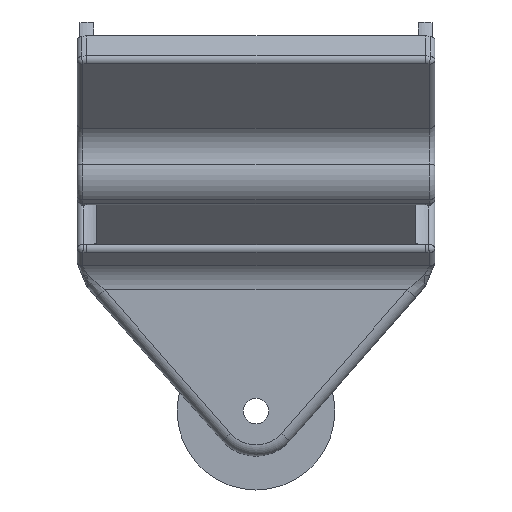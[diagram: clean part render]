
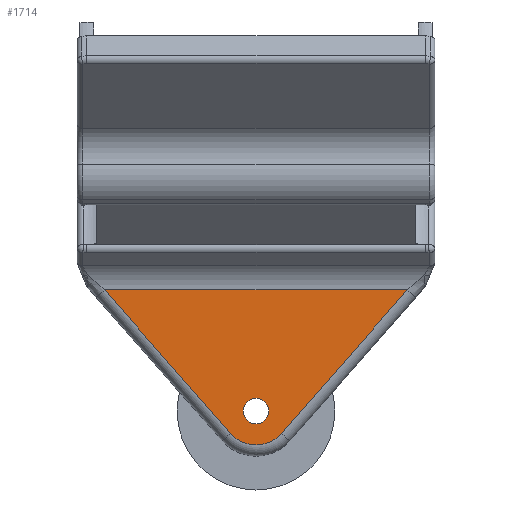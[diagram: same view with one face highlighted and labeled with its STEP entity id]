
A CAD part, left-side view. The second image highlights one B-rep face of the part: STEP entity #1714.
In plain terms, the highlighted planar face has unit normal (-1, 0, 0).
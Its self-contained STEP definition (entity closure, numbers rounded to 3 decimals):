
#24=FACE_BOUND('',#314,.T.);
#54=PLANE('',#1937);
#201=FACE_OUTER_BOUND('',#313,.T.);
#313=EDGE_LOOP('',(#1454,#1455,#1456,#1457));
#314=EDGE_LOOP('',(#1458));
#368=LINE('',#2925,#477);
#408=LINE('',#3141,#517);
#410=LINE('',#3150,#519);
#477=VECTOR('',#2096,10.);
#517=VECTOR('',#2344,10.);
#519=VECTOR('',#2356,10.);
#653=CIRCLE('',#1903,3.);
#669=CIRCLE('',#1938,1.125);
#709=VERTEX_POINT('',#2780);
#720=VERTEX_POINT('',#2916);
#785=VERTEX_POINT('',#3137);
#787=VERTEX_POINT('',#3143);
#817=VERTEX_POINT('',#3250);
#892=EDGE_CURVE('',#709,#720,#368,.T.);
#997=EDGE_CURVE('',#720,#785,#408,.T.);
#1000=EDGE_CURVE('',#785,#787,#653,.T.);
#1002=EDGE_CURVE('',#787,#709,#410,.T.);
#1050=EDGE_CURVE('',#817,#817,#669,.T.);
#1454=ORIENTED_EDGE('',*,*,#997,.F.);
#1455=ORIENTED_EDGE('',*,*,#892,.F.);
#1456=ORIENTED_EDGE('',*,*,#1002,.F.);
#1457=ORIENTED_EDGE('',*,*,#1000,.F.);
#1458=ORIENTED_EDGE('',*,*,#1050,.T.);
#1714=ADVANCED_FACE('',(#201,#24),#54,.T.);
#1903=AXIS2_PLACEMENT_3D('',#3147,#2351,#2352);
#1937=AXIS2_PLACEMENT_3D('',#3249,#2451,#2452);
#1938=AXIS2_PLACEMENT_3D('',#3251,#2453,#2454);
#2096=DIRECTION('',(0.,-1.,0.));
#2344=DIRECTION('',(0.,0.66,-0.751));
#2351=DIRECTION('center_axis',(1.,0.,0.));
#2352=DIRECTION('ref_axis',(0.,0.,-1.));
#2356=DIRECTION('',(0.,0.66,0.751));
#2451=DIRECTION('center_axis',(-1.,0.,0.));
#2452=DIRECTION('ref_axis',(0.,0.,1.));
#2453=DIRECTION('center_axis',(1.,0.,0.));
#2454=DIRECTION('ref_axis',(0.,1.,0.));
#2780=CARTESIAN_POINT('',(71.231,45.781,-49.267));
#2916=CARTESIAN_POINT('',(71.231,18.9,-49.267));
#2925=CARTESIAN_POINT('',(71.231,24.409,-49.267));
#3137=CARTESIAN_POINT('',(71.231,30.086,-62.004));
#3141=CARTESIAN_POINT('',(71.231,17.477,-47.647));
#3143=CARTESIAN_POINT('',(71.231,34.594,-62.004));
#3147=CARTESIAN_POINT('Origin',(71.231,32.34,-60.025));
#3150=CARTESIAN_POINT('',(71.231,33.868,-62.832));
#3249=CARTESIAN_POINT('Origin',(71.231,16.477,-49.025));
#3250=CARTESIAN_POINT('',(71.231,31.215,-60.025));
#3251=CARTESIAN_POINT('Origin',(71.231,32.34,-60.025));
